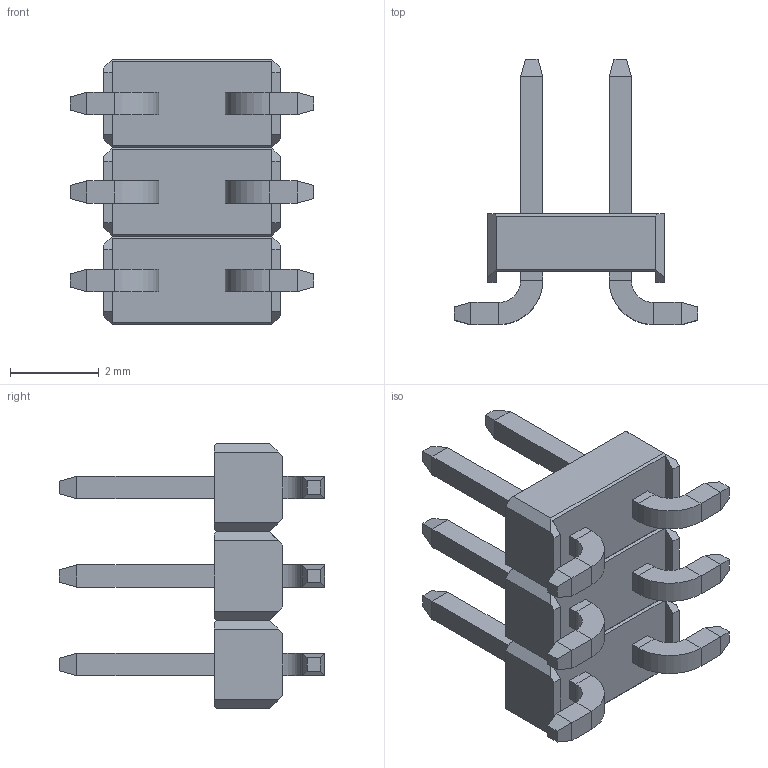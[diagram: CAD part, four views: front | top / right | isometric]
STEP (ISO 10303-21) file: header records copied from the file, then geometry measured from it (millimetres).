
FILE_DESCRIPTION (( 'STEP AP214' ), '1' );
FILE_NAME ('2x3 2.0MM MALE SMD.STEP', '2021-10-12T08:34:45', ( '' ), ( '' ), 'SwSTEP 2.0', 'SolidWorks 2019', '' );
FILE_SCHEMA (( 'AUTOMOTIVE_DESIGN' ));
Length unit declared in the file: millimetre
Products named in the file (1): 2x3 2.0MM MALE SMD
Bounding box: 5.5 x 6 x 6 mm (x, y, z)
Volume: 39.7 mm3; surface area: 163.3 mm2
Topology: 3 solids, 3 shells, 210 faces, 480 edges, 288 vertices
Faces by surface type: plane 198, cylinder 12
Entity records: 8042 total; most frequent: CARTESIAN_POINT 979, ORIENTED_EDGE 960, DIRECTION 926, EDGE_CURVE 480, VECTOR 456, LINE 456, VERTEX_POINT 288, AXIS2_PLACEMENT_3D 235
